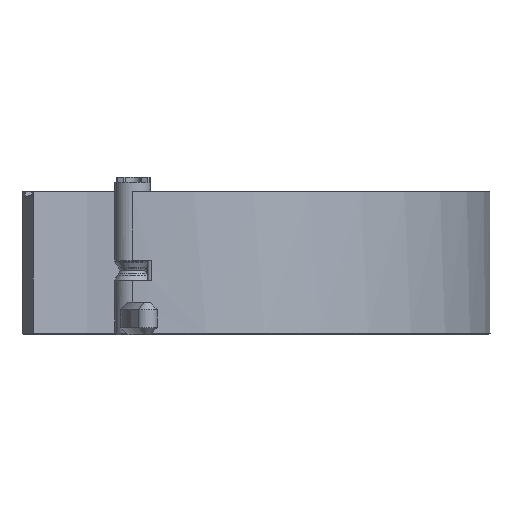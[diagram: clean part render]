
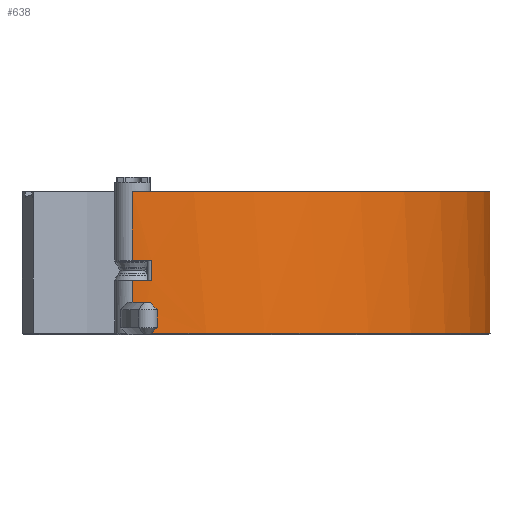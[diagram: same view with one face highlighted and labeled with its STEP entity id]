
A CAD part, left-side view. The second image highlights one B-rep face of the part: STEP entity #638.
In plain terms, the highlighted cylindrical face has radius 100 mm (diameter 200 mm), a partial arc.
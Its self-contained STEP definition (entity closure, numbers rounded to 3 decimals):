
#398 = VERTEX_POINT('',#399);
#399 = CARTESIAN_POINT('',(-99.86,-5.281,-19.2));
#480 = VERTEX_POINT('',#481);
#481 = CARTESIAN_POINT('',(-100.,0.,-19.2));
#487 = EDGE_CURVE('',#480,#488,#490,.T.);
#488 = VERTEX_POINT('',#489);
#489 = CARTESIAN_POINT('',(-99.972,-2.351,-19.2));
#490 = CIRCLE('',#491,100.);
#491 = AXIS2_PLACEMENT_3D('',#492,#493,#494);
#492 = CARTESIAN_POINT('',(0.,0.,-19.2));
#493 = DIRECTION('',(0.,0.,1.));
#494 = DIRECTION('',(-1.,0.,0.));
#496 = EDGE_CURVE('',#488,#398,#497,.T.);
#497 = CIRCLE('',#498,100.);
#498 = AXIS2_PLACEMENT_3D('',#499,#500,#501);
#499 = CARTESIAN_POINT('',(0.,0.,-19.2));
#500 = DIRECTION('',(-0.,0.,1.));
#501 = DIRECTION('',(0.,-1.,0.));
#589 = VERTEX_POINT('',#590);
#590 = CARTESIAN_POINT('',(-99.86,-5.281,-24.8));
#619 = EDGE_CURVE('',#589,#398,#620,.T.);
#620 = B_SPLINE_CURVE_WITH_KNOTS('',1,(#621,#622),.UNSPECIFIED.,.F.,.F.,
  (2,2),(-2.912,8.512),.PIECEWISE_BEZIER_KNOTS.);
#621 = CARTESIAN_POINT('',(-99.86,-5.281,-27.712));
#622 = CARTESIAN_POINT('',(-99.86,-5.281,-16.288));
#638 = ADVANCED_FACE('',(#639),#748,.T.);
#639 = FACE_BOUND('',#640,.T.);
#640 = EDGE_LOOP('',(#641,#650,#659,#667,#676,#686,#694,#704,#713,#722,
    #730,#739,#745,#746,#747));
#641 = ORIENTED_EDGE('',*,*,#642,.F.);
#642 = EDGE_CURVE('',#643,#589,#645,.T.);
#643 = VERTEX_POINT('',#644);
#644 = CARTESIAN_POINT('',(-99.972,-2.351,-24.8));
#645 = CIRCLE('',#646,100.);
#646 = AXIS2_PLACEMENT_3D('',#647,#648,#649);
#647 = CARTESIAN_POINT('',(0.,0.,-24.8));
#648 = DIRECTION('',(-0.,0.,1.));
#649 = DIRECTION('',(0.,-1.,0.));
#650 = ORIENTED_EDGE('',*,*,#651,.F.);
#651 = EDGE_CURVE('',#652,#643,#654,.T.);
#652 = VERTEX_POINT('',#653);
#653 = CARTESIAN_POINT('',(-100.,0.,-24.8));
#654 = CIRCLE('',#655,100.);
#655 = AXIS2_PLACEMENT_3D('',#656,#657,#658);
#656 = CARTESIAN_POINT('',(0.,0.,-24.8));
#657 = DIRECTION('',(0.,0.,1.));
#658 = DIRECTION('',(-1.,0.,0.));
#659 = ORIENTED_EDGE('',*,*,#660,.F.);
#660 = EDGE_CURVE('',#661,#652,#663,.T.);
#661 = VERTEX_POINT('',#662);
#662 = CARTESIAN_POINT('',(-100.,0.,-31.));
#663 = LINE('',#664,#665);
#664 = CARTESIAN_POINT('',(-100.,0.,-40.));
#665 = VECTOR('',#666,1.);
#666 = DIRECTION('',(0.,0.,1.));
#667 = ORIENTED_EDGE('',*,*,#668,.T.);
#668 = EDGE_CURVE('',#661,#669,#671,.T.);
#669 = VERTEX_POINT('',#670);
#670 = CARTESIAN_POINT('',(-99.986,-1.655,-31.));
#671 = CIRCLE('',#672,100.);
#672 = AXIS2_PLACEMENT_3D('',#673,#674,#675);
#673 = CARTESIAN_POINT('',(0.,0.,-31.));
#674 = DIRECTION('',(0.,0.,1.));
#675 = DIRECTION('',(-1.,0.,0.));
#676 = ORIENTED_EDGE('',*,*,#677,.T.);
#677 = EDGE_CURVE('',#669,#678,#680,.T.);
#678 = VERTEX_POINT('',#679);
#679 = CARTESIAN_POINT('',(-99.933,-3.665,-33.));
#680 = B_SPLINE_CURVE_WITH_KNOTS('',4,(#681,#682,#683,#684,#685),
  .UNSPECIFIED.,.F.,.F.,(5,5),(0.,1.),.PIECEWISE_BEZIER_KNOTS.);
#681 = CARTESIAN_POINT('',(-99.986,-1.655,-31.));
#682 = CARTESIAN_POINT('',(-99.978,-2.158,
    -31.5));
#683 = CARTESIAN_POINT('',(-99.966,-2.66,
    -32.));
#684 = CARTESIAN_POINT('',(-99.951,-3.163,-32.5
    ));
#685 = CARTESIAN_POINT('',(-99.933,-3.665,-33.));
#686 = ORIENTED_EDGE('',*,*,#687,.F.);
#687 = EDGE_CURVE('',#688,#678,#690,.T.);
#688 = VERTEX_POINT('',#689);
#689 = CARTESIAN_POINT('',(-99.933,-3.665,-38.));
#690 = LINE('',#691,#692);
#691 = CARTESIAN_POINT('',(-99.933,-3.665,-40.));
#692 = VECTOR('',#693,1.);
#693 = DIRECTION('',(0.,0.,1.));
#694 = ORIENTED_EDGE('',*,*,#695,.T.);
#695 = EDGE_CURVE('',#688,#696,#698,.T.);
#696 = VERTEX_POINT('',#697);
#697 = CARTESIAN_POINT('',(-99.979,-2.057,-39.6));
#698 = B_SPLINE_CURVE_WITH_KNOTS('',4,(#699,#700,#701,#702,#703),
  .UNSPECIFIED.,.F.,.F.,(5,5),(0.,1.),.PIECEWISE_BEZIER_KNOTS.);
#699 = CARTESIAN_POINT('',(-99.933,-3.665,-38.));
#700 = CARTESIAN_POINT('',(-99.951,-3.163,
    -38.5));
#701 = CARTESIAN_POINT('',(-99.966,-2.66,
    -39.));
#702 = CARTESIAN_POINT('',(-99.978,-2.158,
    -39.5));
#703 = CARTESIAN_POINT('',(-99.986,-1.655,-40.));
#704 = ORIENTED_EDGE('',*,*,#705,.T.);
#705 = EDGE_CURVE('',#696,#706,#708,.T.);
#706 = VERTEX_POINT('',#707);
#707 = CARTESIAN_POINT('',(-99.933,-3.665,-39.6));
#708 = CIRCLE('',#709,100.);
#709 = AXIS2_PLACEMENT_3D('',#710,#711,#712);
#710 = CARTESIAN_POINT('',(0.,0.,-39.6));
#711 = DIRECTION('',(0.,0.,1.));
#712 = DIRECTION('',(-1.,-0.017,
    0.));
#713 = ORIENTED_EDGE('',*,*,#714,.T.);
#714 = EDGE_CURVE('',#706,#715,#717,.T.);
#715 = VERTEX_POINT('',#716);
#716 = CARTESIAN_POINT('',(95.106,30.902,-39.6));
#717 = CIRCLE('',#718,100.);
#718 = AXIS2_PLACEMENT_3D('',#719,#720,#721);
#719 = CARTESIAN_POINT('',(0.,0.,-39.6));
#720 = DIRECTION('',(0.,0.,1.));
#721 = DIRECTION('',(-0.999,-0.037,
    0.));
#722 = ORIENTED_EDGE('',*,*,#723,.T.);
#723 = EDGE_CURVE('',#715,#724,#726,.T.);
#724 = VERTEX_POINT('',#725);
#725 = CARTESIAN_POINT('',(95.106,30.902,
    0.));
#726 = LINE('',#727,#728);
#727 = CARTESIAN_POINT('',(95.106,30.902,-40.));
#728 = VECTOR('',#729,1.);
#729 = DIRECTION('',(0.,0.,1.));
#730 = ORIENTED_EDGE('',*,*,#731,.F.);
#731 = EDGE_CURVE('',#732,#724,#734,.T.);
#732 = VERTEX_POINT('',#733);
#733 = CARTESIAN_POINT('',(-100.,0.,-0.));
#734 = CIRCLE('',#735,100.);
#735 = AXIS2_PLACEMENT_3D('',#736,#737,#738);
#736 = CARTESIAN_POINT('',(0.,0.,0.));
#737 = DIRECTION('',(0.,0.,1.));
#738 = DIRECTION('',(-1.,0.,0.));
#739 = ORIENTED_EDGE('',*,*,#740,.F.);
#740 = EDGE_CURVE('',#480,#732,#741,.T.);
#741 = LINE('',#742,#743);
#742 = CARTESIAN_POINT('',(-100.,0.,-40.));
#743 = VECTOR('',#744,1.);
#744 = DIRECTION('',(0.,0.,1.));
#745 = ORIENTED_EDGE('',*,*,#487,.T.);
#746 = ORIENTED_EDGE('',*,*,#496,.T.);
#747 = ORIENTED_EDGE('',*,*,#619,.F.);
#748 = CYLINDRICAL_SURFACE('',#749,100.);
#749 = AXIS2_PLACEMENT_3D('',#750,#751,#752);
#750 = CARTESIAN_POINT('',(0.,0.,-40.));
#751 = DIRECTION('',(0.,0.,1.));
#752 = DIRECTION('',(-1.,0.,0.));
